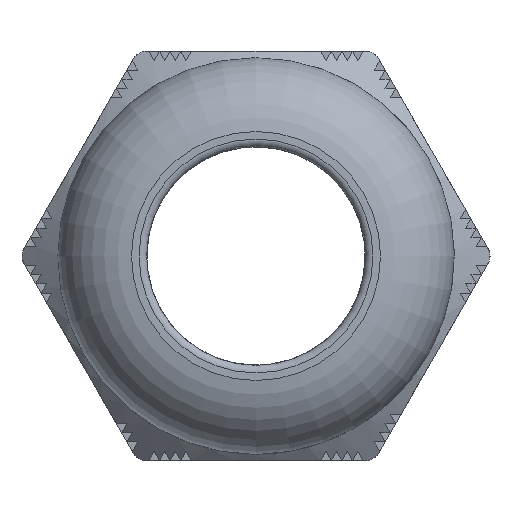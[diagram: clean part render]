
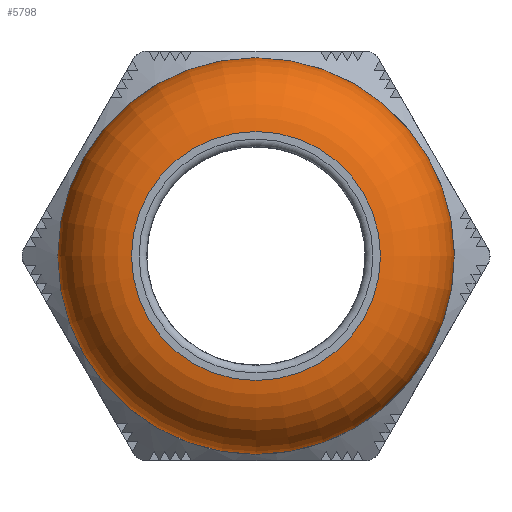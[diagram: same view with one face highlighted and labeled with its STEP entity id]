
A CAD part, left-side view. The second image highlights one B-rep face of the part: STEP entity #5798.
In plain terms, the highlighted toroidal (fillet/blend) face has major radius 7.684 mm and minor radius 5.386 mm.
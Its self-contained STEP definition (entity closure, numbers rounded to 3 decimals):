
#1476=FACE_BOUND('',#1970,.T.);
#1638=FACE_OUTER_BOUND('',#1969,.T.);
#1969=EDGE_LOOP('',(#4652));
#1970=EDGE_LOOP('',(#4653));
#2191=CIRCLE('',#6048,8.21);
#2201=CIRCLE('',#6182,13.07);
#2419=VERTEX_POINT('',#9855);
#2659=VERTEX_POINT('',#11270);
#3021=EDGE_CURVE('',#2419,#2419,#2191,.T.);
#3381=EDGE_CURVE('',#2659,#2659,#2201,.T.);
#4652=ORIENTED_EDGE('',*,*,#3381,.F.);
#4653=ORIENTED_EDGE('',*,*,#3021,.T.);
#5638=TOROIDAL_SURFACE('',#6181,7.684,5.386);
#5798=ADVANCED_FACE('',(#1638,#1476),#5638,.T.);
#6048=AXIS2_PLACEMENT_3D('',#9856,#6604,#6605);
#6181=AXIS2_PLACEMENT_3D('',#11269,#7112,#7113);
#6182=AXIS2_PLACEMENT_3D('',#11271,#7114,#7115);
#6604=DIRECTION('center_axis',(1.,0.,0.));
#6605=DIRECTION('ref_axis',(0.,0.,-1.));
#7112=DIRECTION('center_axis',(1.,0.,0.));
#7113=DIRECTION('ref_axis',(0.,0.,-1.));
#7114=DIRECTION('center_axis',(1.,0.,0.));
#7115=DIRECTION('ref_axis',(0.,0.,-1.));
#9855=CARTESIAN_POINT('',(-18.24,8.21,0.));
#9856=CARTESIAN_POINT('Origin',(-18.24,0.,0.));
#11269=CARTESIAN_POINT('Origin',(-12.88,0.,0.));
#11270=CARTESIAN_POINT('',(-12.88,13.07,0.));
#11271=CARTESIAN_POINT('Origin',(-12.88,0.,0.));
